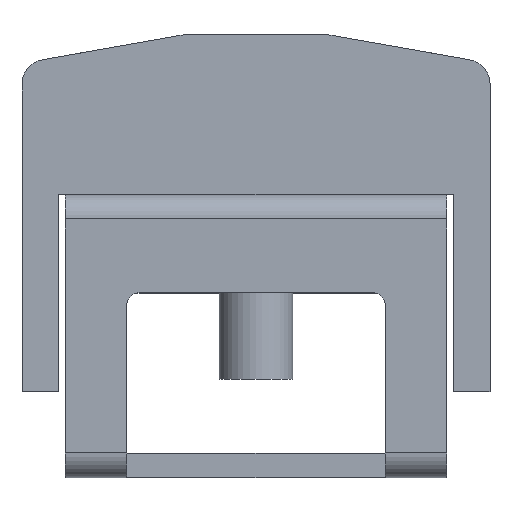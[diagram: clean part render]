
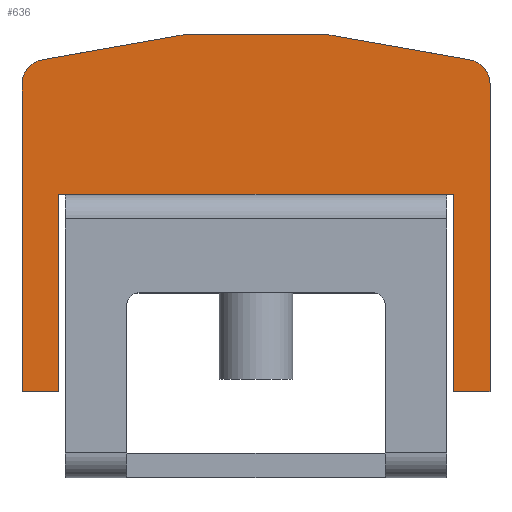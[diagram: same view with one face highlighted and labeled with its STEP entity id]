
A CAD part, top view. The second image highlights one B-rep face of the part: STEP entity #636.
In plain terms, the highlighted planar face has unit normal (0, 0, 1).
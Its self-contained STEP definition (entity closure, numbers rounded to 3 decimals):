
#479=PLANE('',#2208);
#551=FACE_OUTER_BOUND('',#1166,.T.);
#636=ADVANCED_FACE('',(#551),#479,.T.);
#769=LINE('',#2894,#954);
#770=LINE('',#2896,#955);
#771=LINE('',#2901,#956);
#772=LINE('',#2903,#957);
#773=LINE('',#2905,#958);
#774=LINE('',#2906,#959);
#775=LINE('',#2908,#960);
#776=LINE('',#2910,#961);
#777=LINE('',#2914,#962);
#778=LINE('',#2916,#963);
#954=VECTOR('',#2396,1.);
#955=VECTOR('',#2399,1.);
#956=VECTOR('',#2402,1.);
#957=VECTOR('',#2403,1.);
#958=VECTOR('',#2404,1.);
#959=VECTOR('',#2405,1.);
#960=VECTOR('',#2406,1.);
#961=VECTOR('',#2407,1.);
#962=VECTOR('',#2410,1.);
#963=VECTOR('',#2411,1.);
#1166=EDGE_LOOP('',(#1318,#1319,#1320,#1321,#1322,#1323,#1324,#1325,#1326,
#1327,#1328,#1329));
#1318=ORIENTED_EDGE('',*,*,#1936,.F.);
#1319=ORIENTED_EDGE('',*,*,#1937,.T.);
#1320=ORIENTED_EDGE('',*,*,#1938,.T.);
#1321=ORIENTED_EDGE('',*,*,#1939,.T.);
#1322=ORIENTED_EDGE('',*,*,#1940,.T.);
#1323=ORIENTED_EDGE('',*,*,#1935,.T.);
#1324=ORIENTED_EDGE('',*,*,#1941,.T.);
#1325=ORIENTED_EDGE('',*,*,#1942,.T.);
#1326=ORIENTED_EDGE('',*,*,#1943,.T.);
#1327=ORIENTED_EDGE('',*,*,#1944,.T.);
#1328=ORIENTED_EDGE('',*,*,#1945,.F.);
#1329=ORIENTED_EDGE('',*,*,#1946,.T.);
#1770=VERTEX_POINT('',#2888);
#1773=VERTEX_POINT('',#2893);
#1774=VERTEX_POINT('',#2897);
#1775=VERTEX_POINT('',#2898);
#1776=VERTEX_POINT('',#2900);
#1777=VERTEX_POINT('',#2902);
#1778=VERTEX_POINT('',#2904);
#1779=VERTEX_POINT('',#2907);
#1780=VERTEX_POINT('',#2909);
#1781=VERTEX_POINT('',#2911);
#1782=VERTEX_POINT('',#2913);
#1783=VERTEX_POINT('',#2915);
#1935=EDGE_CURVE('',#1770,#1773,#769,.T.);
#1936=EDGE_CURVE('',#1774,#1775,#770,.T.);
#1937=EDGE_CURVE('',#1774,#1776,#2148,.T.);
#1938=EDGE_CURVE('',#1776,#1777,#771,.T.);
#1939=EDGE_CURVE('',#1777,#1778,#772,.T.);
#1940=EDGE_CURVE('',#1778,#1770,#773,.T.);
#1941=EDGE_CURVE('',#1773,#1779,#774,.T.);
#1942=EDGE_CURVE('',#1779,#1780,#775,.T.);
#1943=EDGE_CURVE('',#1780,#1781,#776,.T.);
#1944=EDGE_CURVE('',#1781,#1782,#2149,.T.);
#1945=EDGE_CURVE('',#1783,#1782,#777,.T.);
#1946=EDGE_CURVE('',#1783,#1775,#778,.T.);
#2148=CIRCLE('',#2206,1.);
#2149=CIRCLE('',#2207,1.);
#2206=AXIS2_PLACEMENT_3D('',#2899,#2400,#2401);
#2207=AXIS2_PLACEMENT_3D('',#2912,#2408,#2409);
#2208=AXIS2_PLACEMENT_3D('',#2917,#2412,#2413);
#2396=DIRECTION('',(1.,0.,0.));
#2399=DIRECTION('',(0.985,0.174,0.));
#2400=DIRECTION('',(0.,0.,1.));
#2401=DIRECTION('',(1.,0.,0.));
#2402=DIRECTION('',(0.,-1.,0.));
#2403=DIRECTION('',(1.,0.,0.));
#2404=DIRECTION('',(0.,1.,0.));
#2405=DIRECTION('',(0.,-1.,0.));
#2406=DIRECTION('',(1.,0.,0.));
#2407=DIRECTION('',(0.,1.,0.));
#2408=DIRECTION('',(0.,0.,1.));
#2409=DIRECTION('',(1.,0.,0.));
#2410=DIRECTION('',(0.985,-0.174,0.));
#2411=DIRECTION('',(-1.,0.,0.));
#2412=DIRECTION('',(0.,0.,1.));
#2413=DIRECTION('',(1.,0.,0.));
#2888=CARTESIAN_POINT('',(-8.,-6.5,3.));
#2893=CARTESIAN_POINT('',(8.,-6.5,3.));
#2894=CARTESIAN_POINT('',(-7.,-6.5,3.));
#2896=CARTESIAN_POINT('',(-6.032,-0.57,3.));
#2897=CARTESIAN_POINT('',(-8.674,-1.036,3.));
#2898=CARTESIAN_POINT('',(-2.8,0.,3.));
#2899=CARTESIAN_POINT('',(-8.5,-2.02,3.));
#2900=CARTESIAN_POINT('',(-9.5,-2.02,3.));
#2901=CARTESIAN_POINT('',(-9.5,-2.02,3.));
#2902=CARTESIAN_POINT('',(-9.5,-14.5,3.));
#2903=CARTESIAN_POINT('',(-9.5,-14.5,3.));
#2904=CARTESIAN_POINT('',(-8.,-14.5,3.));
#2905=CARTESIAN_POINT('',(-8.,-14.5,3.));
#2906=CARTESIAN_POINT('',(8.,-6.5,3.));
#2907=CARTESIAN_POINT('',(8.,-14.5,3.));
#2908=CARTESIAN_POINT('',(8.,-14.5,3.));
#2909=CARTESIAN_POINT('',(9.5,-14.5,3.));
#2910=CARTESIAN_POINT('',(9.5,-14.5,3.));
#2911=CARTESIAN_POINT('',(9.5,-2.02,3.));
#2912=CARTESIAN_POINT('',(8.5,-2.02,3.));
#2913=CARTESIAN_POINT('',(8.674,-1.036,3.));
#2914=CARTESIAN_POINT('',(6.032,-0.57,3.));
#2915=CARTESIAN_POINT('',(2.8,0.,3.));
#2916=CARTESIAN_POINT('',(2.8,0.,3.));
#2917=CARTESIAN_POINT('',(-8.5,-2.02,3.));
